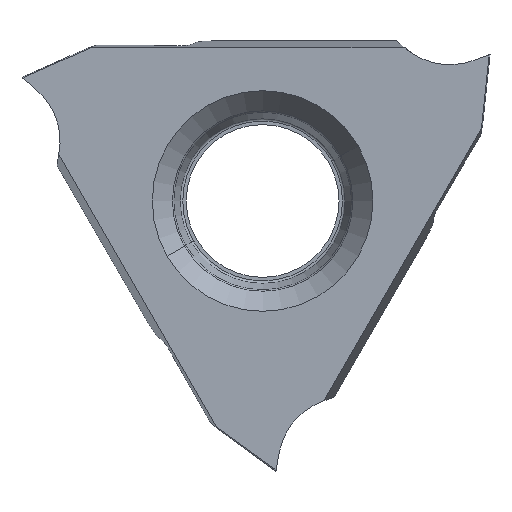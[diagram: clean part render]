
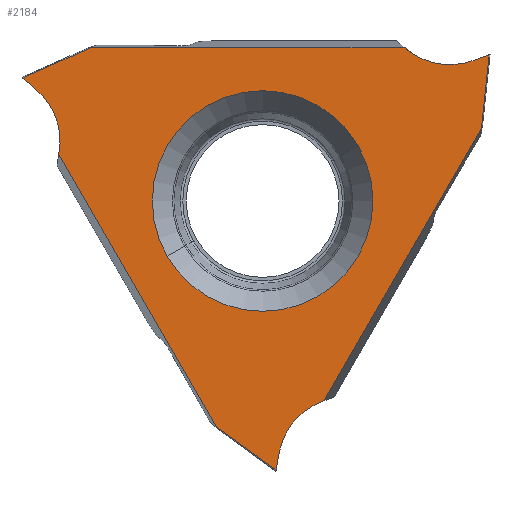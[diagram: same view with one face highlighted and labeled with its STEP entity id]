
A CAD part, left-side view. The second image highlights one B-rep face of the part: STEP entity #2184.
In plain terms, the highlighted planar face has unit normal (-1, 0, 0).
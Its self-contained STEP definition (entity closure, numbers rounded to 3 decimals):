
#228=CARTESIAN_POINT('',(0.,5.081,4.509));
#307=CARTESIAN_POINT('',(0.,-4.199,4.509));
#315=DIRECTION('',(0.,1.,0.));
#316=VECTOR('',#315,9.28);
#317=CARTESIAN_POINT('',(0.,-4.199,4.509));
#318=LINE('',#317,#316);
#330=DIRECTION('',(0.,0.104,-0.995));
#331=VECTOR('',#330,2.078);
#332=CARTESIAN_POINT('',(0.,-6.663,4.212));
#333=LINE('',#332,#331);
#337=CARTESIAN_POINT('',(0.,-2.454,-7.784));
#338=DIRECTION('',(1.,0.,0.));
#339=DIRECTION('',(0.,0.47,0.883));
#340=AXIS2_PLACEMENT_3D('',#337,#338,#339);
#345=CARTESIAN_POINT('',(0.,-1.514,-6.018));
#346=CARTESIAN_POINT('',(0.,-1.437,-6.059));
#347=CARTESIAN_POINT('',(0.,-1.29,-6.15));
#348=CARTESIAN_POINT('',(0.,-1.089,-6.314));
#349=CARTESIAN_POINT('',(0.,-0.91,-6.503));
#350=CARTESIAN_POINT('',(0.,-0.758,-6.713));
#351=CARTESIAN_POINT('',(0.,-0.634,-6.941));
#352=CARTESIAN_POINT('',(0.,-0.54,-7.183));
#353=CARTESIAN_POINT('',(0.,-0.499,-7.351));
#354=CARTESIAN_POINT('',(0.,-0.484,-7.436));
#359=DIRECTION('',(0.,0.927,0.375));
#360=VECTOR('',#359,0.091);
#361=CARTESIAN_POINT('',(0.,-0.4,-7.91));
#362=LINE('',#361,#360);
#366=DIRECTION('',(0.,0.809,0.588));
#367=VECTOR('',#366,2.078);
#368=CARTESIAN_POINT('',(0.,-0.317,
-7.876));
#369=LINE('',#368,#367);
#373=CARTESIAN_POINT('',(0.,7.969,1.767));
#374=DIRECTION('',(1.,0.,0.));
#375=DIRECTION('',(0.,-0.999,-0.034));
#376=AXIS2_PLACEMENT_3D('',#373,#374,#375);
#381=CARTESIAN_POINT('',(0.,5.969,1.698));
#382=CARTESIAN_POINT('',(0.,5.966,1.785));
#383=CARTESIAN_POINT('',(0.,5.971,1.958));
#384=CARTESIAN_POINT('',(0.,6.013,2.214));
#385=CARTESIAN_POINT('',(0.,6.087,2.463));
#386=CARTESIAN_POINT('',(0.,6.193,2.7));
#387=CARTESIAN_POINT('',(0.,6.328,2.922));
#388=CARTESIAN_POINT('',(0.,6.491,3.124));
#389=CARTESIAN_POINT('',(0.,6.616,3.243));
#390=CARTESIAN_POINT('',(0.,6.682,3.299));
#395=DIRECTION('',(0.,-0.789,0.615));
#396=VECTOR('',#395,0.091);
#397=CARTESIAN_POINT('',(0.,7.051,3.608));
#398=LINE('',#397,#396);
#402=DIRECTION('',(0.,-0.914,0.407));
#403=VECTOR('',#402,2.078);
#404=CARTESIAN_POINT('',(0.,6.979,3.664));
#405=LINE('',#404,#403);
#409=CARTESIAN_POINT('',(0.,-5.514,6.018));
#410=DIRECTION('',(1.,0.,0.));
#411=DIRECTION('',(0.,0.53,-0.848));
#412=AXIS2_PLACEMENT_3D('',#409,#410,#411);
#417=CARTESIAN_POINT('',(0.,-4.455,4.32));
#418=CARTESIAN_POINT('',(0.,-4.529,4.274));
#419=CARTESIAN_POINT('',(0.,-4.681,4.192));
#420=CARTESIAN_POINT('',(0.,-4.924,4.1));
#421=CARTESIAN_POINT('',(0.,-5.176,4.04));
#422=CARTESIAN_POINT('',(0.,-5.435,4.013));
#423=CARTESIAN_POINT('',(0.,-5.694,4.019));
#424=CARTESIAN_POINT('',(0.,-5.951,4.059));
#425=CARTESIAN_POINT('',(0.,-6.117,4.108));
#426=CARTESIAN_POINT('',(0.,-6.198,4.137));
#431=DIRECTION('',(0.,-0.138,-0.99));
#432=VECTOR('',#431,0.091);
#433=CARTESIAN_POINT('',(0.,-6.65,4.302));
#434=LINE('',#433,#432);
#438=CARTESIAN_POINT('',(0.,0.,0.));
#439=DIRECTION('',(1.,0.,0.));
#440=DIRECTION('',(0.,0.866,-0.5));
#441=AXIS2_PLACEMENT_3D('',#438,#439,#440);
#454=CARTESIAN_POINT('',(0.,0.,0.));
#455=DIRECTION('',(1.,0.,0.));
#456=DIRECTION('',(0.,-0.866,0.5));
#457=AXIS2_PLACEMENT_3D('',#454,#455,#456);
#638=CARTESIAN_POINT('',(0.,-6.446,2.145));
#717=CARTESIAN_POINT('',(0.,-1.806,-5.891));
#725=DIRECTION('',(0.,-0.5,0.866));
#726=VECTOR('',#725,9.28);
#727=CARTESIAN_POINT('',(0.,-1.806,-5.891));
#728=LINE('',#727,#726);
#823=CARTESIAN_POINT('',(0.,-6.65,4.302));
#833=DIRECTION('',(0.,0.94,-0.342));
#834=VECTOR('',#833,0.481);
#835=CARTESIAN_POINT('',(0.,-6.65,4.302));
#836=LINE('',#835,#834);
#1135=CARTESIAN_POINT('',(0.,1.365,-6.655));
#1214=CARTESIAN_POINT('',(0.,6.005,1.382));
#1223=DIRECTION('',(0.,-0.5,-0.866));
#1224=VECTOR('',#1223,9.28);
#1225=CARTESIAN_POINT('',(0.,6.005,1.382));
#1226=LINE('',#1225,#1224);
#1270=CARTESIAN_POINT('',(0.,-0.4,-7.91));
#1280=DIRECTION('',(0.,-0.174,0.985));
#1281=VECTOR('',#1280,0.481);
#1282=CARTESIAN_POINT('',(0.,-0.4,-7.91));
#1283=LINE('',#1282,#1281);
#1494=CARTESIAN_POINT('',(0.,7.051,3.608));
#1504=DIRECTION('',(0.,-0.766,-0.643));
#1505=VECTOR('',#1504,0.481);
#1506=CARTESIAN_POINT('',(0.,7.051,3.608));
#1507=LINE('',#1506,#1505);
#1758=CARTESIAN_POINT('',(0.,2.815,-1.625));
#1759=CARTESIAN_POINT('',(0.,-2.815,1.625));
#1760=VERTEX_POINT('',#1758);
#1761=VERTEX_POINT('',#1759);
#1766=VERTEX_POINT('',#381);
#1767=VERTEX_POINT('',#390);
#1768=VERTEX_POINT('',#1214);
#1771=VERTEX_POINT('',#307);
#1774=CARTESIAN_POINT('',(0.,-4.454,4.32));
#1775=VERTEX_POINT('',#1774);
#1776=VERTEX_POINT('',#426);
#1779=VERTEX_POINT('',#717);
#1782=CARTESIAN_POINT('',(0.,-1.514,-6.018));
#1783=VERTEX_POINT('',#1782);
#1784=VERTEX_POINT('',#354);
#1815=VERTEX_POINT('',#1270);
#1819=VERTEX_POINT('',#1494);
#1823=VERTEX_POINT('',#823);
#1828=VERTEX_POINT('',#638);
#1829=CARTESIAN_POINT('',(0.,-6.663,
4.212));
#1830=VERTEX_POINT('',#1829);
#1842=VERTEX_POINT('',#228);
#1843=CARTESIAN_POINT('',(0.,6.979,3.664));
#1844=VERTEX_POINT('',#1843);
#1856=VERTEX_POINT('',#1135);
#1857=CARTESIAN_POINT('',(0.,-0.317,
-7.876));
#1858=VERTEX_POINT('',#1857);
#2139=CARTESIAN_POINT('',(0.,0.578,-10.999));
#2140=DIRECTION('',(-1.,0.,0.));
#2141=DIRECTION('',(0.,-0.866,0.5));
#2142=AXIS2_PLACEMENT_3D('',#2139,#2140,#2141);
#2143=PLANE('',#2142);
#2145=ORIENTED_EDGE('',*,*,#2144,.T.);
#2147=ORIENTED_EDGE('',*,*,#2146,.F.);
#2149=ORIENTED_EDGE('',*,*,#2148,.F.);
#2151=ORIENTED_EDGE('',*,*,#2150,.T.);
#2153=ORIENTED_EDGE('',*,*,#2152,.F.);
#2155=ORIENTED_EDGE('',*,*,#2154,.T.);
#2157=ORIENTED_EDGE('',*,*,#2156,.T.);
#2159=ORIENTED_EDGE('',*,*,#2158,.F.);
#2161=ORIENTED_EDGE('',*,*,#2160,.F.);
#2162=ORIENTED_EDGE('',*,*,#2013,.T.);
#2164=ORIENTED_EDGE('',*,*,#2163,.F.);
#2166=ORIENTED_EDGE('',*,*,#2165,.T.);
#2167=ORIENTED_EDGE('',*,*,#2130,.T.);
#2168=ORIENTED_EDGE('',*,*,#2119,.F.);
#2170=ORIENTED_EDGE('',*,*,#2169,.F.);
#2171=ORIENTED_EDGE('',*,*,#1911,.T.);
#2173=ORIENTED_EDGE('',*,*,#2172,.F.);
#2175=ORIENTED_EDGE('',*,*,#2174,.T.);
#2176=EDGE_LOOP('',(#2145,#2147,#2149,#2151,#2153,#2155,#2157,#2159,#2161,#2162,
#2164,#2166,#2167,#2168,#2170,#2171,#2173,#2175));
#2177=FACE_OUTER_BOUND('',#2176,.F.);
#2179=ORIENTED_EDGE('',*,*,#2178,.F.);
#2181=ORIENTED_EDGE('',*,*,#2180,.F.);
#2182=EDGE_LOOP('',(#2179,#2181));
#2183=FACE_BOUND('',#2182,.F.);
#341=CIRCLE('',#340,2.001);
#355=B_SPLINE_CURVE_WITH_KNOTS('',3,(#345,#346,#347,#348,#349,#350,#351,#352,
#353,#354),.UNSPECIFIED.,.F.,.F.,(4,1,1,1,1,1,1,4),(0.,0.143,
0.286,0.429,0.571,0.714,
0.857,1.),.UNSPECIFIED.);
#377=CIRCLE('',#376,2.001);
#391=B_SPLINE_CURVE_WITH_KNOTS('',3,(#381,#382,#383,#384,#385,#386,#387,#388,
#389,#390),.UNSPECIFIED.,.F.,.F.,(4,1,1,1,1,1,1,4),(0.,0.143,
0.286,0.429,0.571,0.714,
0.857,1.),.UNSPECIFIED.);
#413=CIRCLE('',#412,2.001);
#427=B_SPLINE_CURVE_WITH_KNOTS('',3,(#417,#418,#419,#420,#421,#422,#423,#424,
#425,#426),.UNSPECIFIED.,.F.,.F.,(4,1,1,1,1,1,1,4),(0.,0.143,
0.286,0.429,0.571,0.714,
0.857,1.),.UNSPECIFIED.);
#442=CIRCLE('',#441,3.25);
#458=CIRCLE('',#457,3.25);
#1911=EDGE_CURVE('',#1775,#1776,#427,.T.);
#2013=EDGE_CURVE('',#1766,#1767,#391,.T.);
#2119=EDGE_CURVE('',#1771,#1842,#318,.T.);
#2130=EDGE_CURVE('',#1844,#1842,#405,.T.);
#2144=EDGE_CURVE('',#1830,#1828,#333,.T.);
#2146=EDGE_CURVE('',#1779,#1828,#728,.T.);
#2148=EDGE_CURVE('',#1783,#1779,#341,.T.);
#2150=EDGE_CURVE('',#1783,#1784,#355,.T.);
#2152=EDGE_CURVE('',#1815,#1784,#1283,.T.);
#2154=EDGE_CURVE('',#1815,#1858,#362,.T.);
#2156=EDGE_CURVE('',#1858,#1856,#369,.T.);
#2158=EDGE_CURVE('',#1768,#1856,#1226,.T.);
#2160=EDGE_CURVE('',#1766,#1768,#377,.T.);
#2163=EDGE_CURVE('',#1819,#1767,#1507,.T.);
#2165=EDGE_CURVE('',#1819,#1844,#398,.T.);
#2169=EDGE_CURVE('',#1775,#1771,#413,.T.);
#2172=EDGE_CURVE('',#1823,#1776,#836,.T.);
#2174=EDGE_CURVE('',#1823,#1830,#434,.T.);
#2178=EDGE_CURVE('',#1760,#1761,#442,.T.);
#2180=EDGE_CURVE('',#1761,#1760,#458,.T.);
#2184=ADVANCED_FACE('',(#2177,#2183),#2143,.T.);
